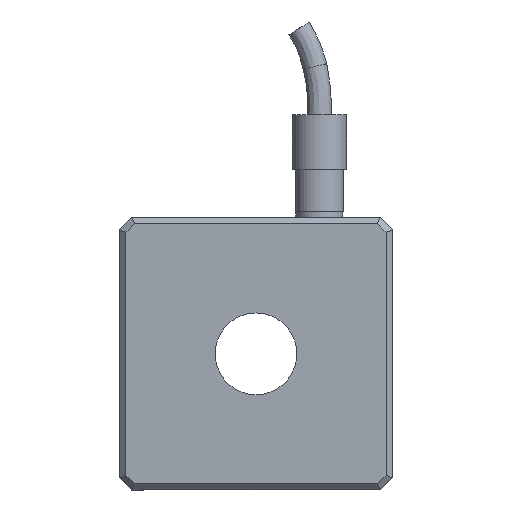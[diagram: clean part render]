
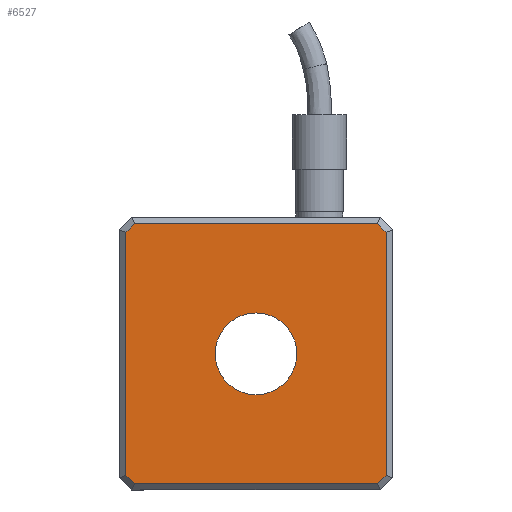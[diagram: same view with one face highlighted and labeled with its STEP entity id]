
A CAD part, left-side view. The second image highlights one B-rep face of the part: STEP entity #6527.
In plain terms, the highlighted planar face has unit normal (-1, 0, 0).
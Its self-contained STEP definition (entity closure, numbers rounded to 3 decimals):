
#376=FACE_BOUND('',#2187,.T.);
#685=LINE('',#10333,#1236);
#689=LINE('',#10341,#1240);
#692=LINE('',#10347,#1243);
#695=LINE('',#10353,#1246);
#698=LINE('',#10359,#1249);
#702=LINE('',#10367,#1253);
#705=LINE('',#10373,#1256);
#708=LINE('',#10377,#1259);
#1236=VECTOR('',#8319,10.);
#1240=VECTOR('',#8325,10.);
#1243=VECTOR('',#8330,10.);
#1246=VECTOR('',#8335,10.);
#1249=VECTOR('',#8340,10.);
#1253=VECTOR('',#8346,10.);
#1256=VECTOR('',#8351,10.);
#1259=VECTOR('',#8356,10.);
#1763=FACE_OUTER_BOUND('',#2186,.T.);
#2186=EDGE_LOOP('',(#5079,#5080,#5081,#5082,#5083,#5084,#5085,#5086));
#2187=EDGE_LOOP('',(#5087));
#2627=CIRCLE('',#7117,6.753);
#3061=VERTEX_POINT('',#10327);
#3062=VERTEX_POINT('',#10331);
#3063=VERTEX_POINT('',#10332);
#3066=VERTEX_POINT('',#10340);
#3068=VERTEX_POINT('',#10346);
#3070=VERTEX_POINT('',#10352);
#3072=VERTEX_POINT('',#10358);
#3075=VERTEX_POINT('',#10366);
#3077=VERTEX_POINT('',#10372);
#3788=EDGE_CURVE('',#3061,#3061,#2627,.T.);
#3790=EDGE_CURVE('',#3062,#3063,#685,.T.);
#3794=EDGE_CURVE('',#3063,#3066,#689,.T.);
#3797=EDGE_CURVE('',#3066,#3068,#692,.T.);
#3800=EDGE_CURVE('',#3068,#3070,#695,.T.);
#3803=EDGE_CURVE('',#3070,#3072,#698,.T.);
#3807=EDGE_CURVE('',#3072,#3075,#702,.T.);
#3810=EDGE_CURVE('',#3075,#3077,#705,.T.);
#3813=EDGE_CURVE('',#3077,#3062,#708,.T.);
#5079=ORIENTED_EDGE('',*,*,#3790,.F.);
#5080=ORIENTED_EDGE('',*,*,#3813,.F.);
#5081=ORIENTED_EDGE('',*,*,#3810,.F.);
#5082=ORIENTED_EDGE('',*,*,#3807,.F.);
#5083=ORIENTED_EDGE('',*,*,#3803,.F.);
#5084=ORIENTED_EDGE('',*,*,#3800,.F.);
#5085=ORIENTED_EDGE('',*,*,#3797,.F.);
#5086=ORIENTED_EDGE('',*,*,#3794,.F.);
#5087=ORIENTED_EDGE('',*,*,#3788,.T.);
#6271=PLANE('',#7126);
#6527=ADVANCED_FACE('',(#1763,#376),#6271,.F.);
#7117=AXIS2_PLACEMENT_3D('',#10328,#8314,#8315);
#7126=AXIS2_PLACEMENT_3D('',#10378,#8357,#8358);
#8314=DIRECTION('center_axis',(1.,0.,0.));
#8315=DIRECTION('ref_axis',(0.,0.,
-1.));
#8319=DIRECTION('',(0.,0.,-1.));
#8325=DIRECTION('',(0.,0.707,-0.707));
#8330=DIRECTION('',(0.,1.,0.));
#8335=DIRECTION('',(0.,0.707,0.707));
#8340=DIRECTION('',(0.,0.,1.));
#8346=DIRECTION('',(0.,-0.707,0.707));
#8351=DIRECTION('',(0.,-1.,0.));
#8356=DIRECTION('',(0.,-0.707,-0.707));
#8357=DIRECTION('center_axis',(1.,0.,0.));
#8358=DIRECTION('ref_axis',(0.,0.,
-1.));
#10327=CARTESIAN_POINT('',(-131.264,-0.806,98.414));
#10328=CARTESIAN_POINT('Origin',(-131.264,-0.806,91.662));
#10331=CARTESIAN_POINT('',(-131.264,-22.306,111.748));
#10332=CARTESIAN_POINT('',(-131.264,-22.306,71.576));
#10333=CARTESIAN_POINT('',(-131.264,-22.306,102.912));
#10340=CARTESIAN_POINT('',(-131.264,-20.892,70.162));
#10341=CARTESIAN_POINT('',(-131.264,-21.599,70.869));
#10346=CARTESIAN_POINT('',(-131.264,19.28,70.162));
#10347=CARTESIAN_POINT('',(-131.264,-12.056,70.162));
#10352=CARTESIAN_POINT('',(-131.264,20.694,71.576));
#10353=CARTESIAN_POINT('',(-131.264,19.987,70.869));
#10358=CARTESIAN_POINT('',(-131.264,20.694,111.748));
#10359=CARTESIAN_POINT('',(-131.264,20.694,80.412));
#10366=CARTESIAN_POINT('',(-131.264,19.28,113.162));
#10367=CARTESIAN_POINT('',(-131.264,19.987,112.455));
#10372=CARTESIAN_POINT('',(-131.264,-20.892,113.162));
#10373=CARTESIAN_POINT('',(-131.264,10.444,113.162));
#10377=CARTESIAN_POINT('',(-131.264,-21.599,112.455));
#10378=CARTESIAN_POINT('Origin',(-131.264,-0.806,91.662));
